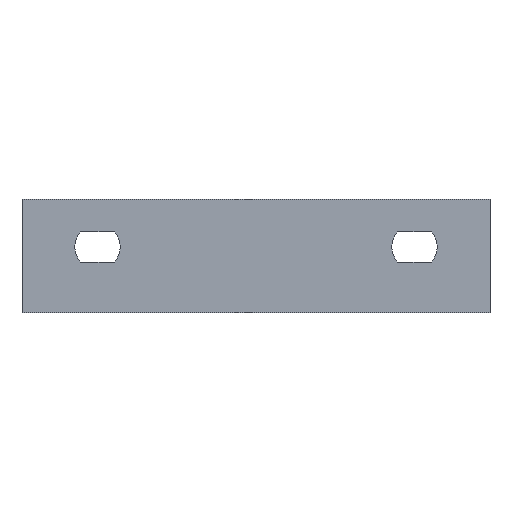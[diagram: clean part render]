
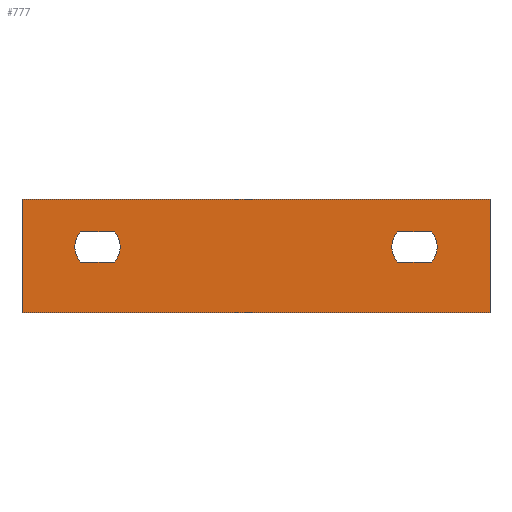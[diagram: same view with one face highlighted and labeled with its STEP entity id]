
A CAD part, front view. The second image highlights one B-rep face of the part: STEP entity #777.
In plain terms, the highlighted planar face has unit normal (0, -1, 0).
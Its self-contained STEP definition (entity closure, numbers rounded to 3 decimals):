
#2 = DIRECTION ( 'NONE',  ( 0., 0., 1. ) ) ;
#8 = VECTOR ( 'NONE', #1043, 1000. ) ;
#11 = EDGE_CURVE ( 'NONE', #537, #415, #838, .T. ) ;
#17 = DIRECTION ( 'NONE',  ( 0., 1., 0. ) ) ;
#43 = CARTESIAN_POINT ( 'NONE',  ( -31., 0., -15. ) ) ;
#45 = DIRECTION ( 'NONE',  ( 0., 0., 1. ) ) ;
#70 = ORIENTED_EDGE ( 'NONE', *, *, #1559, .T. ) ;
#77 = LINE ( 'NONE', #451, #1143 ) ;
#119 = ORIENTED_EDGE ( 'NONE', *, *, #130, .T. ) ;
#130 = EDGE_CURVE ( 'NONE', #850, #1223, #1120, .T. ) ;
#139 = AXIS2_PLACEMENT_3D ( 'NONE', #141, #17, #887 ) ;
#141 = CARTESIAN_POINT ( 'NONE',  ( 21., 0., -6.3 ) ) ;
#154 = EDGE_LOOP ( 'NONE', ( #119, #822, #976, #200 ) ) ;
#163 = CARTESIAN_POINT ( 'NONE',  ( 31., 0., -15. ) ) ;
#164 = DIRECTION ( 'NONE',  ( -1., 0., 0. ) ) ;
#200 = ORIENTED_EDGE ( 'NONE', *, *, #545, .T. ) ;
#215 = AXIS2_PLACEMENT_3D ( 'NONE', #566, #1427, #45 ) ;
#239 = DIRECTION ( 'NONE',  ( 1., 0., 0. ) ) ;
#242 = CARTESIAN_POINT ( 'NONE',  ( -31., 0., 0. ) ) ;
#299 = CARTESIAN_POINT ( 'NONE',  ( 18.764, 0., -8.3 ) ) ;
#308 = CARTESIAN_POINT ( 'NONE',  ( 23.236, 0., -8.3 ) ) ;
#320 = LINE ( 'NONE', #410, #1069 ) ;
#321 = DIRECTION ( 'NONE',  ( 0., 0., 1. ) ) ;
#329 = VERTEX_POINT ( 'NONE', #844 ) ;
#376 = FACE_OUTER_BOUND ( 'NONE', #1352, .T. ) ;
#379 = DIRECTION ( 'NONE',  ( 0., 0., -1. ) ) ;
#383 = EDGE_LOOP ( 'NONE', ( #710, #70, #443, #1357 ) ) ;
#386 = VERTEX_POINT ( 'NONE', #1378 ) ;
#397 = VECTOR ( 'NONE', #239, 1000. ) ;
#410 = CARTESIAN_POINT ( 'NONE',  ( -23.236, 0., -4.3 ) ) ;
#415 = VERTEX_POINT ( 'NONE', #903 ) ;
#421 = LINE ( 'NONE', #793, #8 ) ;
#443 = ORIENTED_EDGE ( 'NONE', *, *, #11, .T. ) ;
#451 = CARTESIAN_POINT ( 'NONE',  ( -23.236, 0., -8.3 ) ) ;
#464 = EDGE_CURVE ( 'NONE', #505, #329, #1514, .T. ) ;
#503 = AXIS2_PLACEMENT_3D ( 'NONE', #758, #1042, #321 ) ;
#505 = VERTEX_POINT ( 'NONE', #1034 ) ;
#537 = VERTEX_POINT ( 'NONE', #299 ) ;
#545 = EDGE_CURVE ( 'NONE', #1575, #850, #320, .T. ) ;
#551 = CIRCLE ( 'NONE', #215, 3. ) ;
#566 = CARTESIAN_POINT ( 'NONE',  ( -21., 0., -6.3 ) ) ;
#591 = CARTESIAN_POINT ( 'NONE',  ( 23.236, 0., -4.3 ) ) ;
#594 = VECTOR ( 'NONE', #164, 1000. ) ;
#614 = FACE_BOUND ( 'NONE', #154, .T. ) ;
#623 = CARTESIAN_POINT ( 'NONE',  ( 31., 0., -15. ) ) ;
#633 = CIRCLE ( 'NONE', #1256, 3. ) ;
#675 = EDGE_CURVE ( 'NONE', #329, #1194, #1446, .T. ) ;
#677 = ORIENTED_EDGE ( 'NONE', *, *, #464, .F. ) ;
#684 = EDGE_CURVE ( 'NONE', #1261, #1126, #633, .T. ) ;
#704 = DIRECTION ( 'NONE',  ( -1., 0., 0. ) ) ;
#710 = ORIENTED_EDGE ( 'NONE', *, *, #684, .T. ) ;
#738 = FACE_BOUND ( 'NONE', #383, .T. ) ;
#753 = VERTEX_POINT ( 'NONE', #242 ) ;
#758 = CARTESIAN_POINT ( 'NONE',  ( -21., 0., -6.3 ) ) ;
#769 = ORIENTED_EDGE ( 'NONE', *, *, #1114, .T. ) ;
#777 = ADVANCED_FACE ( 'NONE', ( #614, #376, #738 ), #1368, .F. ) ;
#793 = CARTESIAN_POINT ( 'NONE',  ( 31., 0., 0. ) ) ;
#822 = ORIENTED_EDGE ( 'NONE', *, *, #1294, .T. ) ;
#823 = CARTESIAN_POINT ( 'NONE',  ( 21., 0., -6.3 ) ) ;
#838 = CIRCLE ( 'NONE', #139, 3. ) ;
#844 = CARTESIAN_POINT ( 'NONE',  ( 31., 0., -15. ) ) ;
#850 = VERTEX_POINT ( 'NONE', #1467 ) ;
#887 = DIRECTION ( 'NONE',  ( 0., 0., 1. ) ) ;
#903 = CARTESIAN_POINT ( 'NONE',  ( 18.764, 0., -4.3 ) ) ;
#904 = DIRECTION ( 'NONE',  ( 0., 0., -1. ) ) ;
#909 = DIRECTION ( 'NONE',  ( 1., 0., 0. ) ) ;
#919 = EDGE_CURVE ( 'NONE', #415, #1261, #1348, .T. ) ;
#940 = CARTESIAN_POINT ( 'NONE',  ( -18.764, 0., -8.3 ) ) ;
#967 = ORIENTED_EDGE ( 'NONE', *, *, #675, .F. ) ;
#976 = ORIENTED_EDGE ( 'NONE', *, *, #1145, .T. ) ;
#977 = CARTESIAN_POINT ( 'NONE',  ( 18.764, 0., -4.3 ) ) ;
#988 = DIRECTION ( 'NONE',  ( 0., 1., 0. ) ) ;
#1034 = CARTESIAN_POINT ( 'NONE',  ( 31., 0., 0. ) ) ;
#1042 = DIRECTION ( 'NONE',  ( 0., 1., 0. ) ) ;
#1043 = DIRECTION ( 'NONE',  ( -1., 0., 0. ) ) ;
#1050 = CARTESIAN_POINT ( 'NONE',  ( -23.236, 0., -4.3 ) ) ;
#1069 = VECTOR ( 'NONE', #909, 1000. ) ;
#1077 = DIRECTION ( 'NONE',  ( 0., 0., 1. ) ) ;
#1114 = EDGE_CURVE ( 'NONE', #505, #753, #421, .T. ) ;
#1120 = CIRCLE ( 'NONE', #503, 3. ) ;
#1126 = VERTEX_POINT ( 'NONE', #308 ) ;
#1143 = VECTOR ( 'NONE', #704, 1000. ) ;
#1145 = EDGE_CURVE ( 'NONE', #386, #1575, #551, .T. ) ;
#1194 = VERTEX_POINT ( 'NONE', #1279 ) ;
#1197 = DIRECTION ( 'NONE',  ( 0., 1., 0. ) ) ;
#1213 = ORIENTED_EDGE ( 'NONE', *, *, #1540, .T. ) ;
#1223 = VERTEX_POINT ( 'NONE', #940 ) ;
#1256 = AXIS2_PLACEMENT_3D ( 'NONE', #823, #1197, #1077 ) ;
#1261 = VERTEX_POINT ( 'NONE', #591 ) ;
#1279 = CARTESIAN_POINT ( 'NONE',  ( -31., 0., -15. ) ) ;
#1292 = LINE ( 'NONE', #43, #1425 ) ;
#1294 = EDGE_CURVE ( 'NONE', #1223, #386, #77, .T. ) ;
#1318 = DIRECTION ( 'NONE',  ( -1., 0., 0. ) ) ;
#1343 = CARTESIAN_POINT ( 'NONE',  ( 31., 0., -15. ) ) ;
#1348 = LINE ( 'NONE', #977, #397 ) ;
#1352 = EDGE_LOOP ( 'NONE', ( #1213, #967, #677, #769 ) ) ;
#1355 = VECTOR ( 'NONE', #379, 1000. ) ;
#1357 = ORIENTED_EDGE ( 'NONE', *, *, #919, .T. ) ;
#1368 = PLANE ( 'NONE',  #1552 ) ;
#1378 = CARTESIAN_POINT ( 'NONE',  ( -23.236, 0., -8.3 ) ) ;
#1411 = CARTESIAN_POINT ( 'NONE',  ( 18.764, 0., -8.3 ) ) ;
#1425 = VECTOR ( 'NONE', #904, 1000. ) ;
#1427 = DIRECTION ( 'NONE',  ( 0., 1., 0. ) ) ;
#1431 = VECTOR ( 'NONE', #1318, 1000. ) ;
#1446 = LINE ( 'NONE', #1343, #1431 ) ;
#1467 = CARTESIAN_POINT ( 'NONE',  ( -18.764, 0., -4.3 ) ) ;
#1514 = LINE ( 'NONE', #163, #1355 ) ;
#1527 = LINE ( 'NONE', #1411, #594 ) ;
#1540 = EDGE_CURVE ( 'NONE', #753, #1194, #1292, .T. ) ;
#1552 = AXIS2_PLACEMENT_3D ( 'NONE', #623, #988, #2 ) ;
#1559 = EDGE_CURVE ( 'NONE', #1126, #537, #1527, .T. ) ;
#1575 = VERTEX_POINT ( 'NONE', #1050 ) ;
